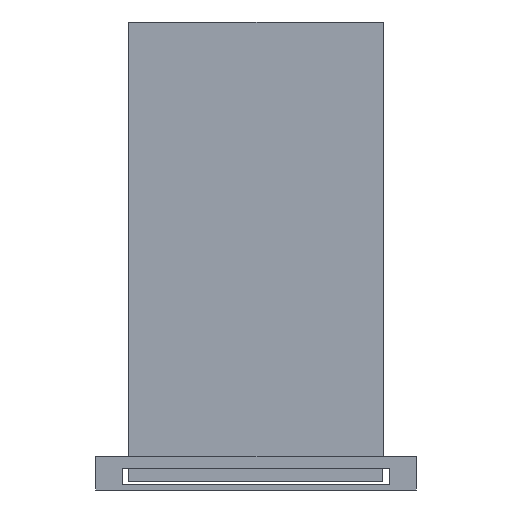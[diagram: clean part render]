
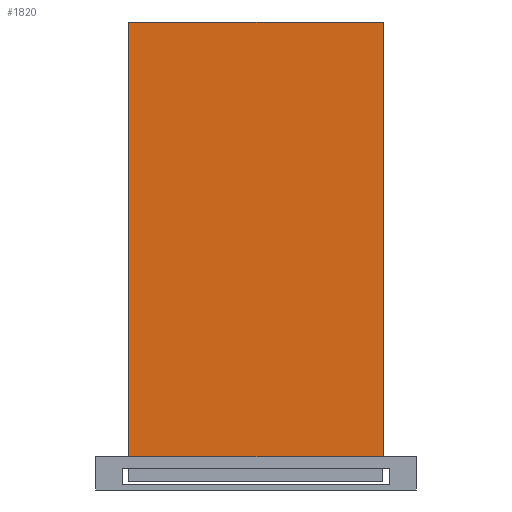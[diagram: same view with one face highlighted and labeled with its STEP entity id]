
A CAD part, left-side view. The second image highlights one B-rep face of the part: STEP entity #1820.
In plain terms, the highlighted planar face has unit normal (-1, 0, 0).
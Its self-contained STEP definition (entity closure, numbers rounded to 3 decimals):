
#138=FACE_OUTER_BOUND('',#258,.T.);
#258=EDGE_LOOP('',(#1591,#1592,#1593,#1594));
#284=LINE('',#2451,#524);
#487=LINE('',#2874,#727);
#492=LINE('',#2883,#732);
#494=LINE('',#2886,#734);
#524=VECTOR('',#1991,10.);
#727=VECTOR('',#2364,10.);
#732=VECTOR('',#2373,10.);
#734=VECTOR('',#2377,10.);
#760=VERTEX_POINT('',#2448);
#761=VERTEX_POINT('',#2450);
#896=VERTEX_POINT('',#2872);
#898=VERTEX_POINT('',#2881);
#924=EDGE_CURVE('',#760,#761,#284,.T.);
#1127=EDGE_CURVE('',#896,#760,#487,.T.);
#1132=EDGE_CURVE('',#898,#761,#492,.T.);
#1134=EDGE_CURVE('',#896,#898,#494,.T.);
#1591=ORIENTED_EDGE('',*,*,#1134,.T.);
#1592=ORIENTED_EDGE('',*,*,#1132,.T.);
#1593=ORIENTED_EDGE('',*,*,#924,.F.);
#1594=ORIENTED_EDGE('',*,*,#1127,.F.);
#1719=PLANE('',#1948);
#1820=ADVANCED_FACE('',(#138),#1719,.T.);
#1948=AXIS2_PLACEMENT_3D('',#2885,#2375,#2376);
#1991=DIRECTION('',(0.,-1.,0.));
#2364=DIRECTION('',(0.,0.,1.));
#2373=DIRECTION('',(0.,0.,1.));
#2375=DIRECTION('center_axis',(-1.,0.,0.));
#2376=DIRECTION('ref_axis',(0.,-1.,0.));
#2377=DIRECTION('',(0.,-1.,0.));
#2448=CARTESIAN_POINT('',(0.,38.,65.));
#2450=CARTESIAN_POINT('',(0.,0.,65.));
#2451=CARTESIAN_POINT('',(0.,38.,65.));
#2872=CARTESIAN_POINT('',(0.,38.,0.));
#2874=CARTESIAN_POINT('',(0.,38.,0.));
#2881=CARTESIAN_POINT('',(0.,0.,0.));
#2883=CARTESIAN_POINT('',(0.,0.,0.));
#2885=CARTESIAN_POINT('Origin',(0.,38.,0.));
#2886=CARTESIAN_POINT('',(0.,38.,0.));
